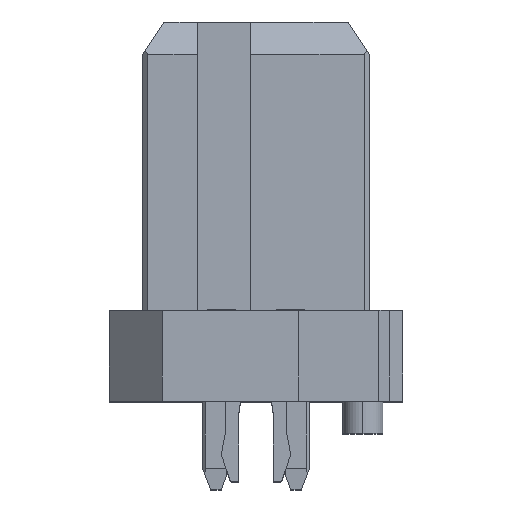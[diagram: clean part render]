
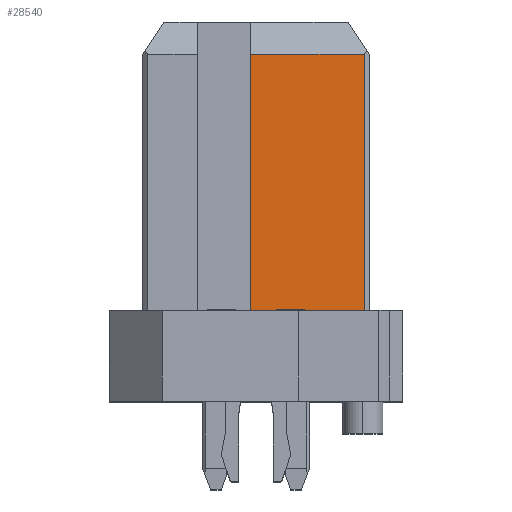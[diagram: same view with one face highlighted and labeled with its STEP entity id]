
A CAD part, top view. The second image highlights one B-rep face of the part: STEP entity #28540.
In plain terms, the highlighted planar face has unit normal (0, 0, 1).
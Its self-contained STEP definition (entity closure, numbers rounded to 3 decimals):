
#11850=CARTESIAN_POINT('',(-6.223,26.281,-27.698));
#11860=VERTEX_POINT('',#11850);
#12110=CARTESIAN_POINT('',(-1.973,26.281,-27.698));
#12120=VERTEX_POINT('',#12110);
#12150=CARTESIAN_POINT('',(-7.123,26.281,-27.698));
#12160=DIRECTION('',(-1.,0.,0.));
#12170=VECTOR('',#12160,1.);
#12180=LINE('',#12150,#12170);
#12190=EDGE_CURVE('',#12120,#11860,#12180,.T.);
#22030=CARTESIAN_POINT('',(-9.623,16.681,-27.698));
#22040=DIRECTION('',(0.,0.,1.));
#22050=DIRECTION('',(-1.,0.,0.));
#22060=AXIS2_PLACEMENT_3D('',#22030,#22040,#22050);
#22070=PLANE('',#22060);
#23200=CARTESIAN_POINT('',(-1.973,16.681,-27.698));
#23210=VERTEX_POINT('',#23200);
#23240=CARTESIAN_POINT('',(-1.973,23.781,-27.698));
#23250=DIRECTION('',(0.,-1.,0.));
#23260=VECTOR('',#23250,1.);
#23270=LINE('',#23240,#23260);
#23280=EDGE_CURVE('',#12120,#23210,#23270,.T.);
#24840=CARTESIAN_POINT('',(-6.223,16.681,-27.698));
#24850=VERTEX_POINT('',#24840);
#24880=CARTESIAN_POINT('',(-7.123,16.681,-27.698));
#24890=DIRECTION('',(-1.,0.,0.));
#24900=VECTOR('',#24890,1.);
#24910=LINE('',#24880,#24900);
#24920=EDGE_CURVE('',#23210,#24850,#24910,.T.);
#28320=CARTESIAN_POINT('',(-6.223,23.781,-27.698));
#28330=DIRECTION('',(0.,1.,0.));
#28340=VECTOR('',#28330,1.);
#28350=LINE('',#28320,#28340);
#28360=EDGE_CURVE('',#24850,#11860,#28350,.T.);
#28480=ORIENTED_EDGE('',*,*,#23280,.F.);
#28490=ORIENTED_EDGE('',*,*,#24920,.F.);
#28500=ORIENTED_EDGE('',*,*,#28360,.F.);
#28510=ORIENTED_EDGE('',*,*,#12190,.T.);
#28520=EDGE_LOOP('',(#28510,#28500,#28490,#28480));
#28530=FACE_OUTER_BOUND('',#28520,.T.);
#28540=ADVANCED_FACE('',(#28530),#22070,.T.);
